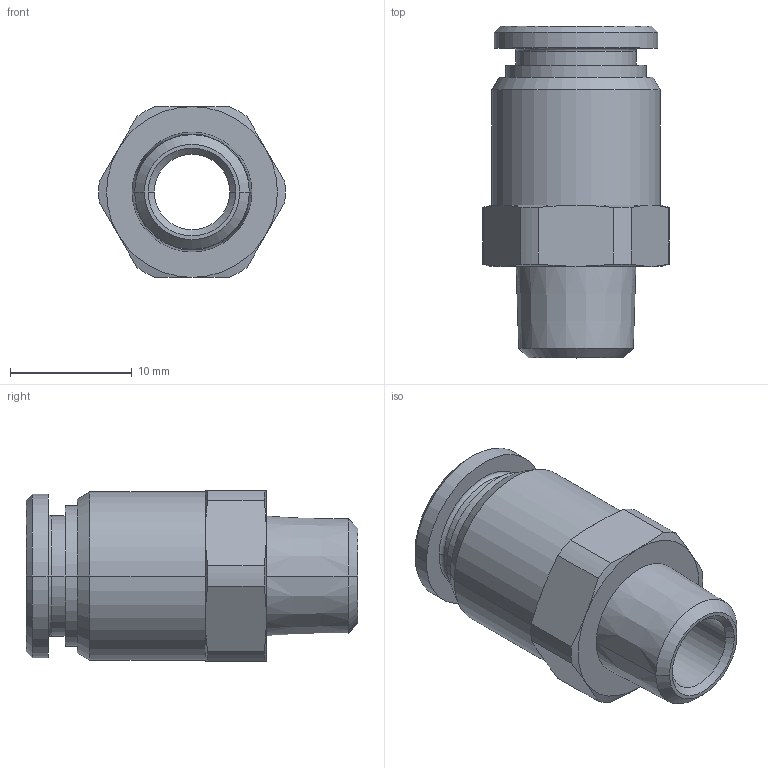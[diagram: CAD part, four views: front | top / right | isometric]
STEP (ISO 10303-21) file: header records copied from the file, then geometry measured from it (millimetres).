
FILE_DESCRIPTION((''),'2;1');
FILE_NAME('mxm.11.08.18',(''),('sopra-pneumatic'),'PRO/ENGINEER BY PARAMETRIC TECHNOLOGY CORPORATION, 2015110','PRO/ENGINEER BY PARAMETRIC TECHNOLOGY CORPORATION, 2015110','');
FILE_SCHEMA(('CONFIG_CONTROL_DESIGN'));
Length unit declared in the file: millimetre
Products named in the file (1): 380466B_951X4-8FF-1-8K
Bounding box: 15.29 x 27.2 x 14 mm (x, y, z)
Volume: 2144.1 mm3; surface area: 2167.5 mm2
Topology: 1 solids, 1 shells, 69 faces, 148 edges, 88 vertices
Faces by surface type: cone 30, cylinder 20, plane 15, torus 4
Entity records: 1946 total; most frequent: CARTESIAN_POINT 391, DIRECTION 342, ORIENTED_EDGE 296, AXIS2_PLACEMENT_3D 149, EDGE_CURVE 148, VERTEX_POINT 88, CIRCLE 80, EDGE_LOOP 78
